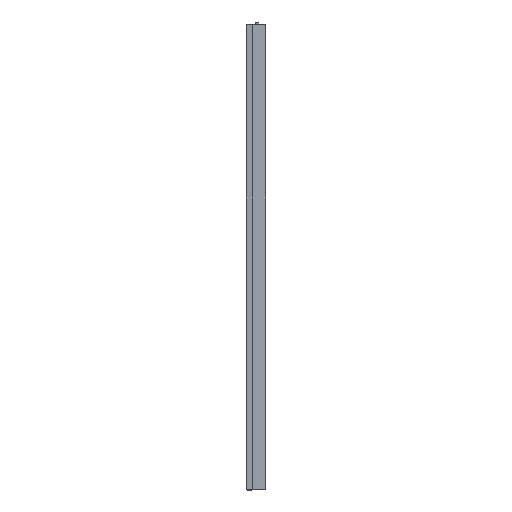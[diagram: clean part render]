
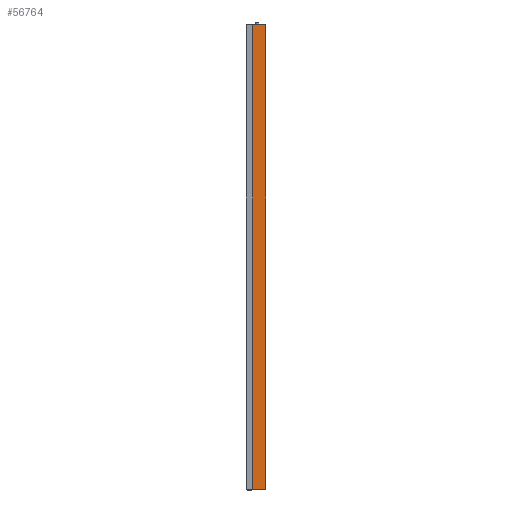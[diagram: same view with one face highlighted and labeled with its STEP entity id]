
A CAD part, left-side view. The second image highlights one B-rep face of the part: STEP entity #56764.
In plain terms, the highlighted planar face has unit normal (-1, 0, 0).
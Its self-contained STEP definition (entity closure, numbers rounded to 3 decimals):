
#31 = ORIENTED_EDGE ( 'NONE', *, *, #32477, .T. ) ;
#184 = LINE ( 'NONE', #43337, #24111 ) ;
#1569 = ORIENTED_EDGE ( 'NONE', *, *, #26424, .T. ) ;
#5693 = LINE ( 'NONE', #23265, #49440 ) ;
#11118 = EDGE_CURVE ( 'NONE', #12232, #21263, #53549, .T. ) ;
#12232 = VERTEX_POINT ( 'NONE', #44779 ) ;
#13382 = ORIENTED_EDGE ( 'NONE', *, *, #47426, .F. ) ;
#14201 = AXIS2_PLACEMENT_3D ( 'NONE', #40401, #14228, #32609 ) ;
#14228 = DIRECTION ( 'NONE',  ( 1., 0., 0. ) ) ;
#14307 = DIRECTION ( 'NONE',  ( 0., 0., -1. ) ) ;
#15446 = CARTESIAN_POINT ( 'NONE',  ( -8.25, 0.3, 542. ) ) ;
#17602 = DIRECTION ( 'NONE',  ( 0., -1., 0. ) ) ;
#19129 = FACE_OUTER_BOUND ( 'NONE', #33699, .T. ) ;
#19712 = CARTESIAN_POINT ( 'NONE',  ( -8.25, 30.842, -542. ) ) ;
#21263 = VERTEX_POINT ( 'NONE', #45589 ) ;
#22453 = VERTEX_POINT ( 'NONE', #19712 ) ;
#22652 = DIRECTION ( 'NONE',  ( 0., -1., 0. ) ) ;
#23265 = CARTESIAN_POINT ( 'NONE',  ( -8.25, 30.842, 542. ) ) ;
#24111 = VECTOR ( 'NONE', #22652, 1000. ) ;
#26055 = VECTOR ( 'NONE', #17602, 1000. ) ;
#26424 = EDGE_CURVE ( 'NONE', #22453, #37089, #184, .T. ) ;
#32477 = EDGE_CURVE ( 'NONE', #12232, #22453, #5693, .T. ) ;
#32609 = DIRECTION ( 'NONE',  ( 0., 0., -1. ) ) ;
#32647 = ORIENTED_EDGE ( 'NONE', *, *, #11118, .F. ) ;
#32727 = DIRECTION ( 'NONE',  ( 0., 0., -1. ) ) ;
#33699 = EDGE_LOOP ( 'NONE', ( #1569, #13382, #32647, #31 ) ) ;
#37089 = VERTEX_POINT ( 'NONE', #48311 ) ;
#40401 = CARTESIAN_POINT ( 'NONE',  ( -8.25, 0.3, 542. ) ) ;
#40755 = LINE ( 'NONE', #15446, #53844 ) ;
#43337 = CARTESIAN_POINT ( 'NONE',  ( -8.25, 0.3, -542. ) ) ;
#44779 = CARTESIAN_POINT ( 'NONE',  ( -8.25, 30.842, 542. ) ) ;
#45589 = CARTESIAN_POINT ( 'NONE',  ( -8.25, 0.3, 542. ) ) ;
#47426 = EDGE_CURVE ( 'NONE', #21263, #37089, #40755, .T. ) ;
#48311 = CARTESIAN_POINT ( 'NONE',  ( -8.25, 0.3, -542. ) ) ;
#49440 = VECTOR ( 'NONE', #32727, 1000. ) ;
#50161 = PLANE ( 'NONE',  #14201 ) ;
#53265 = CARTESIAN_POINT ( 'NONE',  ( -8.25, 0.3, 542. ) ) ;
#53549 = LINE ( 'NONE', #53265, #26055 ) ;
#53844 = VECTOR ( 'NONE', #14307, 1000. ) ;
#56764 = ADVANCED_FACE ( 'NONE', ( #19129 ), #50161, .F. ) ;
